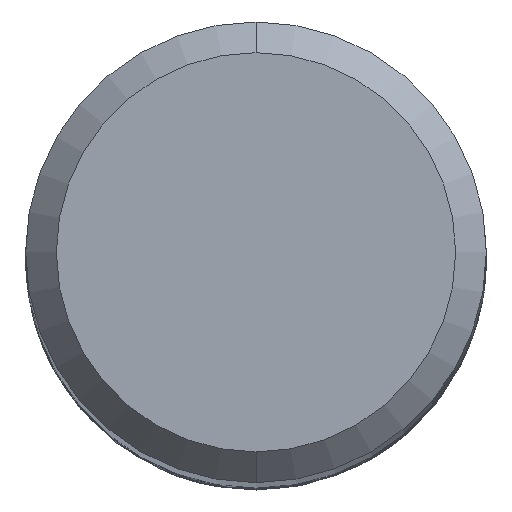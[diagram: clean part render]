
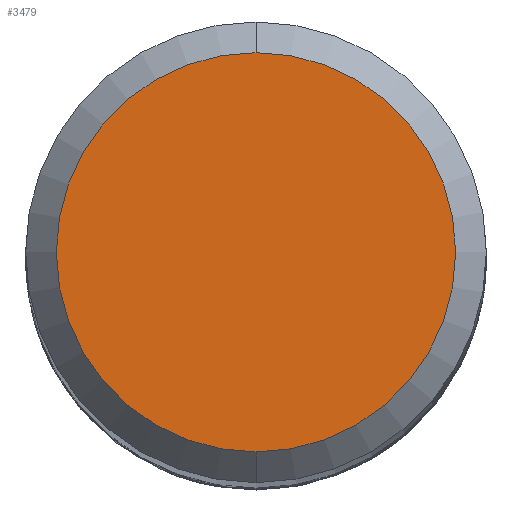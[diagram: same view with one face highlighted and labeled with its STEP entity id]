
A CAD part, top view. The second image highlights one B-rep face of the part: STEP entity #3479.
In plain terms, the highlighted planar face has unit normal (0, 0, 1).
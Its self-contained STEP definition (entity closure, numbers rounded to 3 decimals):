
#1353=VERTEX_POINT('',#3817);
#1433=EDGE_CURVE('',#2877,#1353,#3901,.T.);
#1971=EDGE_CURVE('',#1353,#2877,#4496,.T.);
#2877=VERTEX_POINT('',#5483);
#3479=ADVANCED_FACE('',(#6136),#6137,.T.);
#3817=CARTESIAN_POINT('',(0.,-2.6,0.0));
#3901=CIRCLE('',#7477,2.6);
#4496=CIRCLE('',#13390,2.6);
#5483=CARTESIAN_POINT('',(0.0,2.6,0.0));
#6136=FACE_OUTER_BOUND('',#24786,.T.);
#6137=PLANE('',#24787);
#7477=AXIS2_PLACEMENT_3D('',#26002,#26003,#26004);
#13390=AXIS2_PLACEMENT_3D('',#26704,#26705,#26706);
#24786=EDGE_LOOP('',(#28405,#28406));
#24787=AXIS2_PLACEMENT_3D('',#28407,#28408,#28409);
#26002=CARTESIAN_POINT('',(0.0,0.0,0.0));
#26003=DIRECTION('',(0.0,0.0,-1.0));
#26004=DIRECTION('',(0.0,1.0,0.0));
#26704=CARTESIAN_POINT('',(0.0,0.0,0.0));
#26705=DIRECTION('',(0.0,0.0,-1.0));
#26706=DIRECTION('',(0.0,1.0,0.0));
#28405=ORIENTED_EDGE('',*,*,#1433,.F.);
#28406=ORIENTED_EDGE('',*,*,#1971,.F.);
#28407=CARTESIAN_POINT('',(0.0,1.3,0.0));
#28408=DIRECTION('',(-0.0,0.0,1.0));
#28409=DIRECTION('',(0.0,-1.0,0.0));
